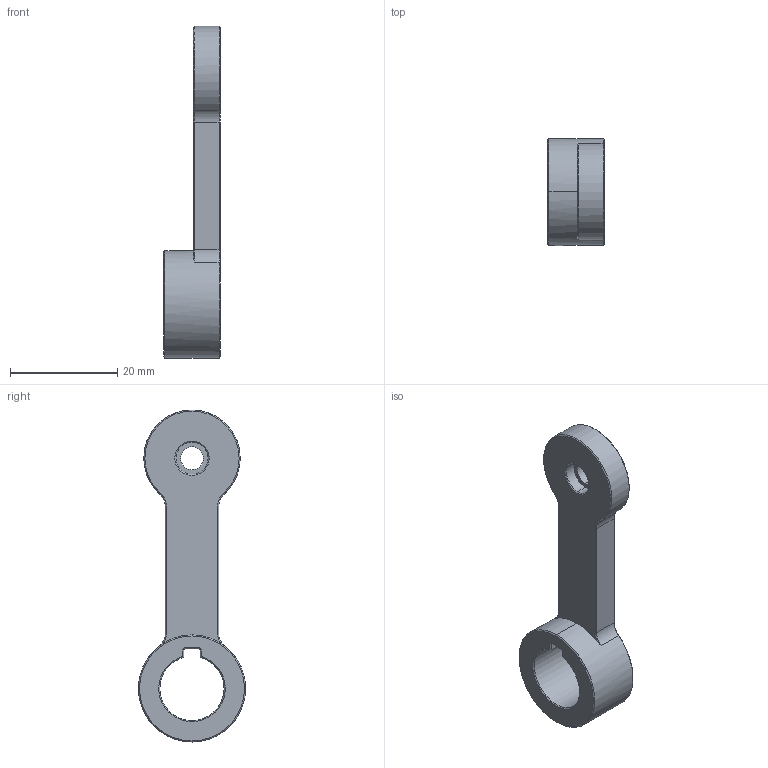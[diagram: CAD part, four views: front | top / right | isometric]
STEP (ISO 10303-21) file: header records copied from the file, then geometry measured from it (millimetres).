
FILE_DESCRIPTION(('FreeCAD Model'),'2;1');
FILE_NAME('Open CASCADE Shape Model','2024-08-05T12:29:23',('Author'),( ''),'Open CASCADE STEP processor 7.6','FreeCAD','Unknown');
FILE_SCHEMA(('AUTOMOTIVE_DESIGN { 1 0 10303 214 1 1 1 1 }'));
Length unit declared in the file: millimetre
Products named in the file (1): 2204159500_22___
Bounding box: 10.5 x 20 x 62 mm (x, y, z)
Volume: 4478.6 mm3; surface area: 2931.7 mm2
Topology: 1 solids, 1 shells, 61 faces, 144 edges, 84 vertices
Faces by surface type: cone 27, plane 19, cylinder 15
Entity records: 1881 total; most frequent: CARTESIAN_POINT 471, DIRECTION 301, ORIENTED_EDGE 284, EDGE_CURVE 142, AXIS2_PLACEMENT_3D 120, VERTEX_POINT 84, FACE_BOUND 66, EDGE_LOOP 66
